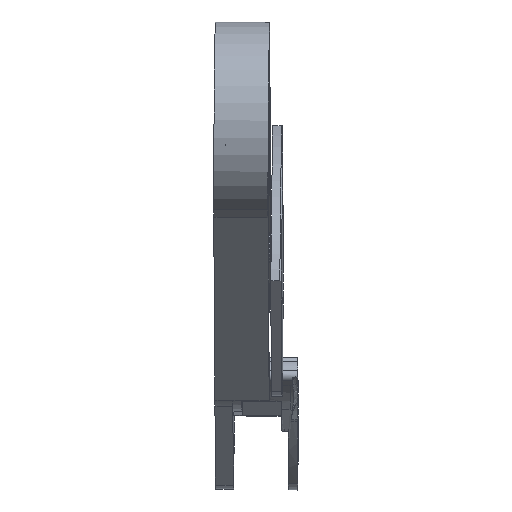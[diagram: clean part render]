
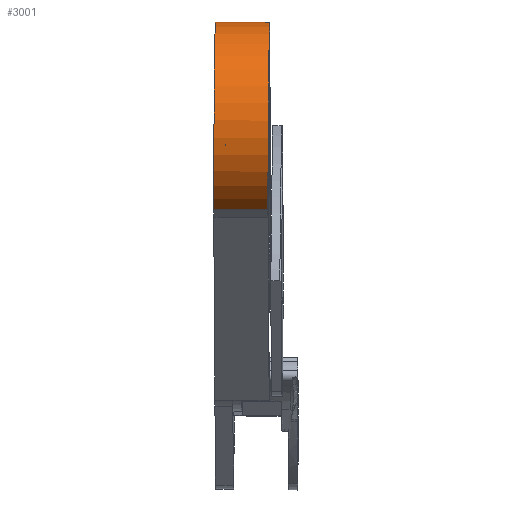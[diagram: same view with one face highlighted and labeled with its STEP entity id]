
A CAD part, front view. The second image highlights one B-rep face of the part: STEP entity #3001.
In plain terms, the highlighted cylindrical face has radius 34 mm (diameter 68 mm), a partial arc.
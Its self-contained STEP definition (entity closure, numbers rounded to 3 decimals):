
#257=LINE('',#6188,#441);
#259=LINE('',#6192,#443);
#441=VECTOR('',#4561,10.);
#443=VECTOR('',#4565,10.);
#538=CYLINDRICAL_SURFACE('',#3660,34.);
#763=FACE_OUTER_BOUND('',#990,.T.);
#990=EDGE_LOOP('',(#2652,#2653,#2654,#2655));
#1157=CIRCLE('',#3549,34.);
#1202=CIRCLE('',#3661,34.);
#1421=VERTEX_POINT('',#5918);
#1422=VERTEX_POINT('',#5920);
#1469=VERTEX_POINT('',#6187);
#1470=VERTEX_POINT('',#6191);
#1776=EDGE_CURVE('',#1422,#1421,#1157,.T.);
#1880=EDGE_CURVE('',#1422,#1469,#257,.T.);
#1882=EDGE_CURVE('',#1421,#1470,#259,.F.);
#1883=EDGE_CURVE('',#1469,#1470,#1202,.T.);
#2652=ORIENTED_EDGE('',*,*,#1776,.T.);
#2653=ORIENTED_EDGE('',*,*,#1882,.T.);
#2654=ORIENTED_EDGE('',*,*,#1883,.F.);
#2655=ORIENTED_EDGE('',*,*,#1880,.F.);
#3001=ADVANCED_FACE('',(#763),#538,.T.);
#3549=AXIS2_PLACEMENT_3D('',#5921,#4282,#4283);
#3660=AXIS2_PLACEMENT_3D('',#6190,#4563,#4564);
#3661=AXIS2_PLACEMENT_3D('',#6193,#4566,#4567);
#4282=DIRECTION('center_axis',(0.,-0.041,
-0.999));
#4283=DIRECTION('ref_axis',(1.,0.,0.));
#4561=DIRECTION('',(0.,-0.041,-0.999));
#4563=DIRECTION('center_axis',(0.,-0.041,
-0.999));
#4564=DIRECTION('ref_axis',(-1.,0.,0.));
#4565=DIRECTION('',(0.,0.041,0.999));
#4566=DIRECTION('center_axis',(0.,-0.041,
-0.999));
#4567=DIRECTION('ref_axis',(1.,0.,0.));
#5918=CARTESIAN_POINT('',(-205.,-15.845,3.631));
#5920=CARTESIAN_POINT('',(-205.,-83.789,6.396));
#5921=CARTESIAN_POINT('Origin',(-205.,-49.817,5.013));
#6187=CARTESIAN_POINT('',(-205.,-84.529,-11.789));
#6188=CARTESIAN_POINT('',(-205.,-83.951,2.399));
#6190=CARTESIAN_POINT('Origin',(-205.,-49.979,1.017));
#6191=CARTESIAN_POINT('',(-205.,-16.585,-14.554));
#6192=CARTESIAN_POINT('',(-205.,-16.007,-0.366));
#6193=CARTESIAN_POINT('Origin',(-205.,-50.557,-13.172));
